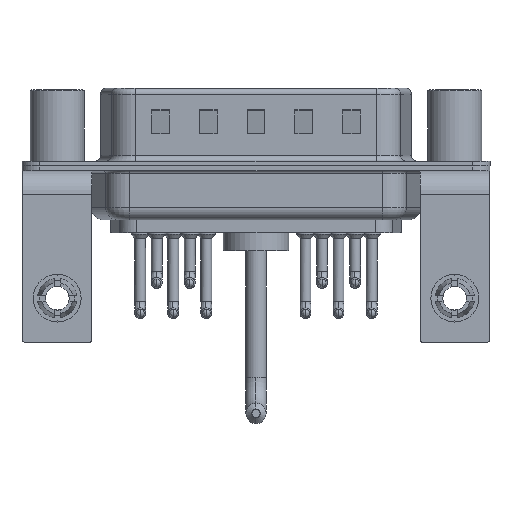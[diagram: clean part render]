
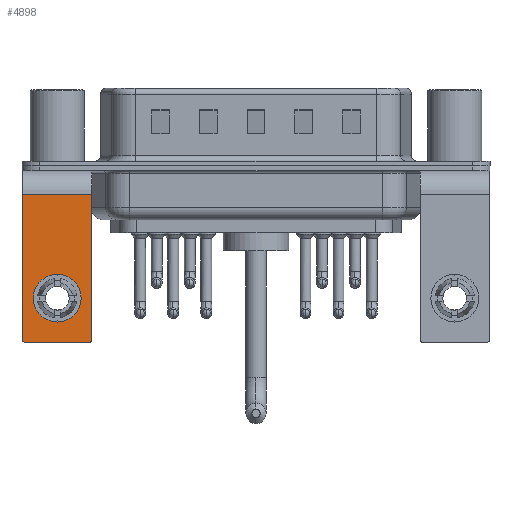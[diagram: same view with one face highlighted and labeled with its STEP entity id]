
A CAD part, front view. The second image highlights one B-rep face of the part: STEP entity #4898.
In plain terms, the highlighted planar face has unit normal (0, -1, 0).
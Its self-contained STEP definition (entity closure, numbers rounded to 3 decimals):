
#450 = LINE ( 'NONE', #20246, #8583 ) ;
#712 = AXIS2_PLACEMENT_3D ( 'NONE', #7643, #23110, #9736 ) ;
#850 = EDGE_LOOP ( 'NONE', ( #4109, #1571 ) ) ;
#1423 = EDGE_CURVE ( 'NONE', #15857, #19266, #11254, .T. ) ;
#1571 = ORIENTED_EDGE ( 'NONE', *, *, #1724, .T. ) ;
#1724 = EDGE_CURVE ( 'NONE', #9937, #17542, #24759, .T. ) ;
#1801 = CARTESIAN_POINT ( 'NONE',  ( 2.9, -6.25, -14.55 ) ) ;
#3043 = DIRECTION ( 'NONE',  ( 0., 0., 1. ) ) ;
#3069 = CARTESIAN_POINT ( 'NONE',  ( 2.9, -6.25, -2.4 ) ) ;
#4109 = ORIENTED_EDGE ( 'NONE', *, *, #10848, .T. ) ;
#4898 = ADVANCED_FACE ( 'NONE', ( #13167, #21162 ), #21932, .F. ) ;
#5228 = CIRCLE ( 'NONE', #23653, 0.25 ) ;
#6327 = ORIENTED_EDGE ( 'NONE', *, *, #1423, .T. ) ;
#6554 = AXIS2_PLACEMENT_3D ( 'NONE', #24917, #15082, #8788 ) ;
#7063 = EDGE_CURVE ( 'NONE', #15857, #14725, #21026, .T. ) ;
#7303 = DIRECTION ( 'NONE',  ( -1., 0., 0. ) ) ;
#7643 = CARTESIAN_POINT ( 'NONE',  ( 0., -6.25, -11.07 ) ) ;
#7875 = CARTESIAN_POINT ( 'NONE',  ( -2.9, -6.25, -2.4 ) ) ;
#8407 = DIRECTION ( 'NONE',  ( 0., 0., -1. ) ) ;
#8457 = DIRECTION ( 'NONE',  ( 0., 0., 1. ) ) ;
#8583 = VECTOR ( 'NONE', #10552, 1000. ) ;
#8788 = DIRECTION ( 'NONE',  ( 0., 0., 1. ) ) ;
#8830 = EDGE_CURVE ( 'NONE', #10617, #14725, #5228, .T. ) ;
#8973 = VERTEX_POINT ( 'NONE', #11579 ) ;
#9052 = CARTESIAN_POINT ( 'NONE',  ( 2.65, -6.25, -14.8 ) ) ;
#9736 = DIRECTION ( 'NONE',  ( 0., 0., 1. ) ) ;
#9937 = VERTEX_POINT ( 'NONE', #23911 ) ;
#10511 = EDGE_CURVE ( 'NONE', #19266, #11153, #20071, .T. ) ;
#10514 = CARTESIAN_POINT ( 'NONE',  ( -2.9, -6.25, -14.55 ) ) ;
#10552 = DIRECTION ( 'NONE',  ( -1., 0., 0. ) ) ;
#10578 = EDGE_CURVE ( 'NONE', #11153, #8973, #17445, .T. ) ;
#10617 = VERTEX_POINT ( 'NONE', #9052 ) ;
#10657 = DIRECTION ( 'NONE',  ( 0., -1., 0. ) ) ;
#10848 = EDGE_CURVE ( 'NONE', #17542, #9937, #22071, .T. ) ;
#11153 = VERTEX_POINT ( 'NONE', #10514 ) ;
#11254 = LINE ( 'NONE', #18957, #21251 ) ;
#11579 = CARTESIAN_POINT ( 'NONE',  ( -2.65, -6.25, -14.8 ) ) ;
#11854 = DIRECTION ( 'NONE',  ( 0., 1., 0. ) ) ;
#12014 = ORIENTED_EDGE ( 'NONE', *, *, #8830, .T. ) ;
#12423 = VECTOR ( 'NONE', #8407, 1000. ) ;
#13167 = FACE_BOUND ( 'NONE', #850, .T. ) ;
#13850 = ORIENTED_EDGE ( 'NONE', *, *, #10578, .T. ) ;
#14052 = DIRECTION ( 'NONE',  ( 0., 0., 1. ) ) ;
#14725 = VERTEX_POINT ( 'NONE', #1801 ) ;
#15082 = DIRECTION ( 'NONE',  ( 0., -1., 0. ) ) ;
#15381 = AXIS2_PLACEMENT_3D ( 'NONE', #17991, #11854, #14052 ) ;
#15857 = VERTEX_POINT ( 'NONE', #25401 ) ;
#17234 = DIRECTION ( 'NONE',  ( 0., 0., -1. ) ) ;
#17445 = CIRCLE ( 'NONE', #6554, 0.25 ) ;
#17542 = VERTEX_POINT ( 'NONE', #20558 ) ;
#17991 = CARTESIAN_POINT ( 'NONE',  ( 2.9, -6.25, -2.4 ) ) ;
#18284 = CARTESIAN_POINT ( 'NONE',  ( 0., -6.25, -11.07 ) ) ;
#18957 = CARTESIAN_POINT ( 'NONE',  ( 2.9, -6.25, -2.4 ) ) ;
#19029 = CARTESIAN_POINT ( 'NONE',  ( 2.65, -6.25, -14.55 ) ) ;
#19266 = VERTEX_POINT ( 'NONE', #7875 ) ;
#19370 = ORIENTED_EDGE ( 'NONE', *, *, #10511, .T. ) ;
#19606 = EDGE_LOOP ( 'NONE', ( #19370, #13850, #20927, #12014, #22968, #6327 ) ) ;
#20071 = LINE ( 'NONE', #24004, #12423 ) ;
#20151 = AXIS2_PLACEMENT_3D ( 'NONE', #18284, #24203, #8457 ) ;
#20246 = CARTESIAN_POINT ( 'NONE',  ( 2.9, -6.25, -14.8 ) ) ;
#20282 = EDGE_CURVE ( 'NONE', #10617, #8973, #450, .T. ) ;
#20558 = CARTESIAN_POINT ( 'NONE',  ( 0., -6.25, -13.07 ) ) ;
#20927 = ORIENTED_EDGE ( 'NONE', *, *, #20282, .F. ) ;
#21026 = LINE ( 'NONE', #3069, #23138 ) ;
#21162 = FACE_OUTER_BOUND ( 'NONE', #19606, .T. ) ;
#21251 = VECTOR ( 'NONE', #7303, 1000. ) ;
#21932 = PLANE ( 'NONE',  #15381 ) ;
#22071 = CIRCLE ( 'NONE', #712, 2. ) ;
#22968 = ORIENTED_EDGE ( 'NONE', *, *, #7063, .F. ) ;
#23110 = DIRECTION ( 'NONE',  ( 0., 1., 0. ) ) ;
#23138 = VECTOR ( 'NONE', #17234, 1000. ) ;
#23653 = AXIS2_PLACEMENT_3D ( 'NONE', #19029, #10657, #3043 ) ;
#23911 = CARTESIAN_POINT ( 'NONE',  ( 0., -6.25, -9.07 ) ) ;
#24004 = CARTESIAN_POINT ( 'NONE',  ( -2.9, -6.25, -2.4 ) ) ;
#24203 = DIRECTION ( 'NONE',  ( 0., 1., 0. ) ) ;
#24759 = CIRCLE ( 'NONE', #20151, 2. ) ;
#24917 = CARTESIAN_POINT ( 'NONE',  ( -2.65, -6.25, -14.55 ) ) ;
#25401 = CARTESIAN_POINT ( 'NONE',  ( 2.9, -6.25, -2.4 ) ) ;
